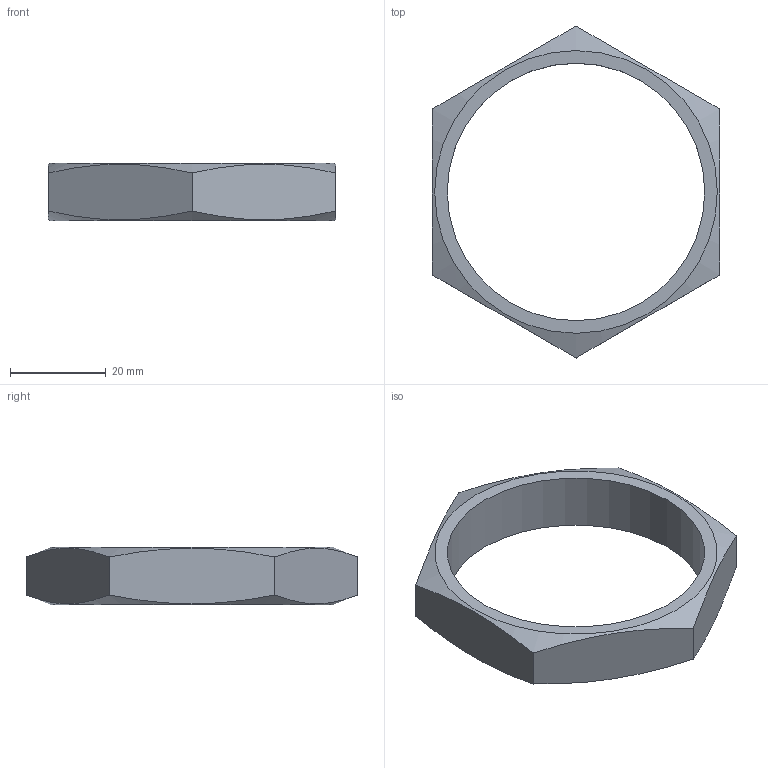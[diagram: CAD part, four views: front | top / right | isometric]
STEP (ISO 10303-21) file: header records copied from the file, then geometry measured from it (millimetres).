
FILE_DESCRIPTION((''),'2;1');
FILE_NAME('70901112X.stp','2010-09-10T12:54:32',('thilbrands'),(''),'Autodesk Inventor 2008','Autodesk Inventor 2008','');
FILE_SCHEMA(('AUTOMOTIVE_DESIGN { 1 0 10303 214 1 1 1 1 }'));
Length unit declared in the file: millimetre
Products named in the file (1): 70901012X
Bounding box: 60 x 69.28 x 12 mm (x, y, z)
Volume: 9726.4 mm3; surface area: 5929.8 mm2
Topology: 1 solids, 1 shells, 23 faces, 63 edges, 42 vertices
Faces by surface type: plane 8, bspline 7, cone 7, cylinder 1
Full cylindrical faces by diameter (mm): 53.746 x1
Entity records: 785 total; most frequent: CARTESIAN_POINT 313, ORIENTED_EDGE 116, DIRECTION 72, EDGE_CURVE 58, VERTEX_POINT 40, AXIS2_PLACEMENT_3D 33, EDGE_LOOP 28, FACE_OUTER_BOUND 23
